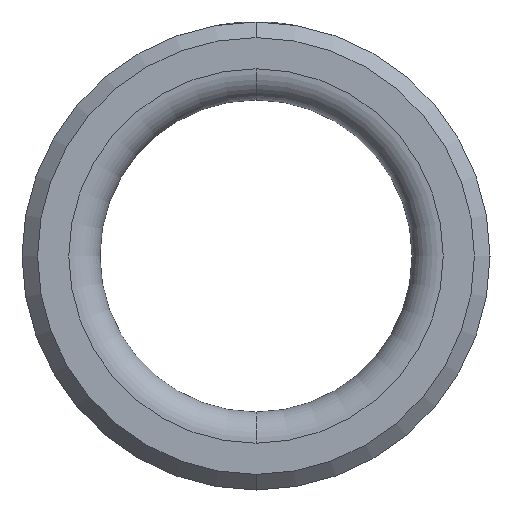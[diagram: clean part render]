
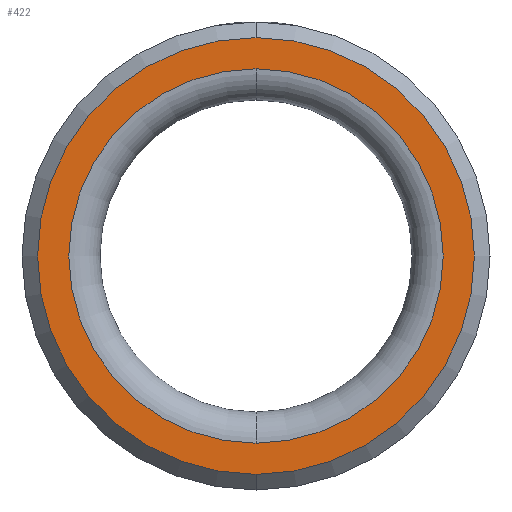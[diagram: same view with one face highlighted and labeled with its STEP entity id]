
A CAD part, front view. The second image highlights one B-rep face of the part: STEP entity #422.
In plain terms, the highlighted planar face has unit normal (0, -1, 0).
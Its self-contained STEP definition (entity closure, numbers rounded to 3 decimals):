
#38 = CARTESIAN_POINT ( 'NONE',  ( 0., 0., 0. ) ) ;
#40 = DIRECTION ( 'NONE',  ( 0., 0., 1. ) ) ;
#88 = DIRECTION ( 'NONE',  ( 0., -1., 0. ) ) ;
#157 = EDGE_CURVE ( 'NONE', #772, #825, #267, .T. ) ;
#158 = DIRECTION ( 'NONE',  ( 0., 0., -1. ) ) ;
#190 = VERTEX_POINT ( 'NONE', #594 ) ;
#215 = CIRCLE ( 'NONE', #1470, 12. ) ;
#267 = CIRCLE ( 'NONE', #270, 14. ) ;
#270 = AXIS2_PLACEMENT_3D ( 'NONE', #1092, #365, #1203 ) ;
#360 = ORIENTED_EDGE ( 'NONE', *, *, #509, .F. ) ;
#365 = DIRECTION ( 'NONE',  ( 0., -1., 0. ) ) ;
#381 = DIRECTION ( 'NONE',  ( 0., 1., 0. ) ) ;
#404 = AXIS2_PLACEMENT_3D ( 'NONE', #1286, #582, #1404 ) ;
#422 = ADVANCED_FACE ( 'NONE', ( #1496, #555 ), #745, .F. ) ;
#509 = EDGE_CURVE ( 'NONE', #1426, #190, #215, .T. ) ;
#555 = FACE_OUTER_BOUND ( 'NONE', #640, .T. ) ;
#557 = CIRCLE ( 'NONE', #404, 14. ) ;
#582 = DIRECTION ( 'NONE',  ( 0., -1., 0. ) ) ;
#590 = ORIENTED_EDGE ( 'NONE', *, *, #1492, .F. ) ;
#594 = CARTESIAN_POINT ( 'NONE',  ( 0., 0., 12. ) ) ;
#626 = CARTESIAN_POINT ( 'NONE',  ( -14., 0., 0. ) ) ;
#640 = EDGE_LOOP ( 'NONE', ( #1361, #747 ) ) ;
#697 = CIRCLE ( 'NONE', #1322, 12. ) ;
#745 = PLANE ( 'NONE',  #1219 ) ;
#747 = ORIENTED_EDGE ( 'NONE', *, *, #157, .T. ) ;
#772 = VERTEX_POINT ( 'NONE', #890 ) ;
#796 = CARTESIAN_POINT ( 'NONE',  ( 0., 0., 0. ) ) ;
#825 = VERTEX_POINT ( 'NONE', #1104 ) ;
#866 = DIRECTION ( 'NONE',  ( 0., -1., 0. ) ) ;
#890 = CARTESIAN_POINT ( 'NONE',  ( 0., 0., -14. ) ) ;
#915 = DIRECTION ( 'NONE',  ( 0., 0., -1. ) ) ;
#1034 = EDGE_CURVE ( 'NONE', #825, #772, #557, .T. ) ;
#1086 = EDGE_LOOP ( 'NONE', ( #360, #590 ) ) ;
#1092 = CARTESIAN_POINT ( 'NONE',  ( 0., 0., 0. ) ) ;
#1104 = CARTESIAN_POINT ( 'NONE',  ( 0., 0., 14. ) ) ;
#1203 = DIRECTION ( 'NONE',  ( 0., 0., -1. ) ) ;
#1219 = AXIS2_PLACEMENT_3D ( 'NONE', #626, #381, #40 ) ;
#1253 = CARTESIAN_POINT ( 'NONE',  ( 0., 0., -12. ) ) ;
#1286 = CARTESIAN_POINT ( 'NONE',  ( 0., 0., 0. ) ) ;
#1322 = AXIS2_PLACEMENT_3D ( 'NONE', #796, #88, #915 ) ;
#1361 = ORIENTED_EDGE ( 'NONE', *, *, #1034, .T. ) ;
#1404 = DIRECTION ( 'NONE',  ( 0., 0., -1. ) ) ;
#1426 = VERTEX_POINT ( 'NONE', #1253 ) ;
#1470 = AXIS2_PLACEMENT_3D ( 'NONE', #38, #866, #158 ) ;
#1492 = EDGE_CURVE ( 'NONE', #190, #1426, #697, .T. ) ;
#1496 = FACE_BOUND ( 'NONE', #1086, .T. ) ;
